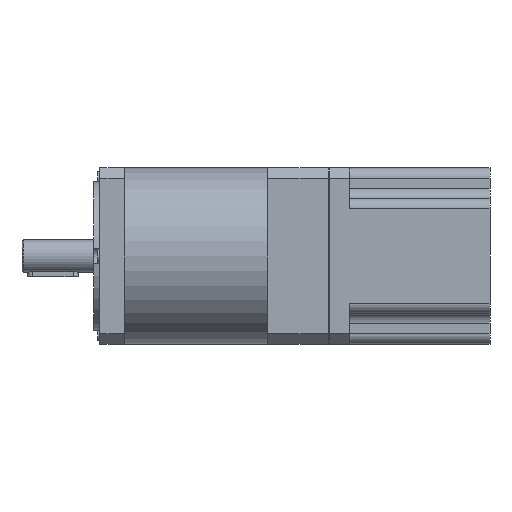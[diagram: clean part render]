
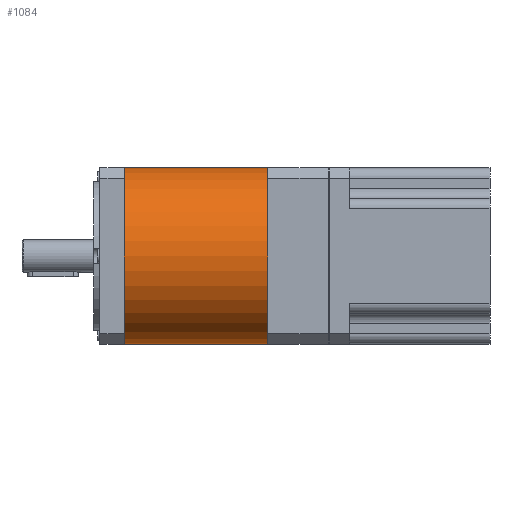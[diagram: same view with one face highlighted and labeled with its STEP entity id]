
A CAD part, left-side view. The second image highlights one B-rep face of the part: STEP entity #1084.
In plain terms, the highlighted cylindrical face has radius 43 mm (diameter 86 mm), a partial arc.
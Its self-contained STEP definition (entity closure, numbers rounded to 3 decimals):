
#97 = DIRECTION ( 'NONE',  ( 0., -1., 0. ) ) ;
#111 = DIRECTION ( 'NONE',  ( 0., 0., 1. ) ) ;
#301 = VERTEX_POINT ( 'NONE', #1603 ) ;
#403 = VECTOR ( 'NONE', #97, 1000. ) ;
#534 = EDGE_CURVE ( 'NONE', #301, #1520, #974, .T. ) ;
#602 = CARTESIAN_POINT ( 'NONE',  ( -67.27, 100., -1.583 ) ) ;
#732 = VERTEX_POINT ( 'NONE', #1598 ) ;
#737 = CARTESIAN_POINT ( 'NONE',  ( -24.27, 100., 41.417 ) ) ;
#759 = CARTESIAN_POINT ( 'NONE',  ( -24.27, 100., 41.417 ) ) ;
#974 = CIRCLE ( 'NONE', #2156, 43. ) ;
#1084 = ADVANCED_FACE ( 'NONE', ( #1158 ), #2538, .T. ) ;
#1087 = ORIENTED_EDGE ( 'NONE', *, *, #3440, .T. ) ;
#1158 = FACE_OUTER_BOUND ( 'NONE', #1623, .T. ) ;
#1196 = CARTESIAN_POINT ( 'NONE',  ( -24.27, 30., -1.583 ) ) ;
#1291 = LINE ( 'NONE', #3051, #403 ) ;
#1400 = VERTEX_POINT ( 'NONE', #3114 ) ;
#1486 = ORIENTED_EDGE ( 'NONE', *, *, #2339, .T. ) ;
#1520 = VERTEX_POINT ( 'NONE', #3372 ) ;
#1526 = CARTESIAN_POINT ( 'NONE',  ( -24.27, 30., -1.583 ) ) ;
#1530 = EDGE_CURVE ( 'NONE', #3543, #732, #3409, .T. ) ;
#1546 = ORIENTED_EDGE ( 'NONE', *, *, #1530, .F. ) ;
#1598 = CARTESIAN_POINT ( 'NONE',  ( -24.27, 30., 41.417 ) ) ;
#1603 = CARTESIAN_POINT ( 'NONE',  ( -24.27, 30., -44.583 ) ) ;
#1623 = EDGE_LOOP ( 'NONE', ( #1546, #3441, #2662, #1087, #3339, #1486 ) ) ;
#1823 = DIRECTION ( 'NONE',  ( 0., 0., 1. ) ) ;
#1888 = DIRECTION ( 'NONE',  ( 0., 1., 0. ) ) ;
#1902 = EDGE_CURVE ( 'NONE', #1400, #3240, #2406, .T. ) ;
#1929 = VECTOR ( 'NONE', #3258, 1000. ) ;
#1993 = AXIS2_PLACEMENT_3D ( 'NONE', #3658, #1888, #111 ) ;
#2031 = AXIS2_PLACEMENT_3D ( 'NONE', #2750, #3329, #2452 ) ;
#2156 = AXIS2_PLACEMENT_3D ( 'NONE', #1196, #2946, #2920 ) ;
#2339 = EDGE_CURVE ( 'NONE', #1520, #732, #3446, .T. ) ;
#2406 = CIRCLE ( 'NONE', #2527, 43. ) ;
#2451 = EDGE_CURVE ( 'NONE', #3240, #3543, #2975, .T. ) ;
#2452 = DIRECTION ( 'NONE',  ( 0., 0., -1. ) ) ;
#2527 = AXIS2_PLACEMENT_3D ( 'NONE', #2630, #2602, #2591 ) ;
#2538 = CYLINDRICAL_SURFACE ( 'NONE', #2031, 43. ) ;
#2591 = DIRECTION ( 'NONE',  ( 0., 0., 1. ) ) ;
#2602 = DIRECTION ( 'NONE',  ( 0., 1., 0. ) ) ;
#2630 = CARTESIAN_POINT ( 'NONE',  ( -24.27, 100., -1.583 ) ) ;
#2662 = ORIENTED_EDGE ( 'NONE', *, *, #1902, .F. ) ;
#2750 = CARTESIAN_POINT ( 'NONE',  ( -24.27, 100., -1.583 ) ) ;
#2920 = DIRECTION ( 'NONE',  ( 0., 0., 1. ) ) ;
#2946 = DIRECTION ( 'NONE',  ( 0., 1., 0. ) ) ;
#2975 = CIRCLE ( 'NONE', #1993, 43. ) ;
#3051 = CARTESIAN_POINT ( 'NONE',  ( -24.27, 100., -44.583 ) ) ;
#3114 = CARTESIAN_POINT ( 'NONE',  ( -24.27, 100., -44.583 ) ) ;
#3240 = VERTEX_POINT ( 'NONE', #602 ) ;
#3258 = DIRECTION ( 'NONE',  ( 0., -1., 0. ) ) ;
#3329 = DIRECTION ( 'NONE',  ( 0., -1., 0. ) ) ;
#3339 = ORIENTED_EDGE ( 'NONE', *, *, #534, .T. ) ;
#3372 = CARTESIAN_POINT ( 'NONE',  ( -67.27, 30., -1.583 ) ) ;
#3409 = LINE ( 'NONE', #759, #1929 ) ;
#3440 = EDGE_CURVE ( 'NONE', #1400, #301, #1291, .T. ) ;
#3441 = ORIENTED_EDGE ( 'NONE', *, *, #2451, .F. ) ;
#3446 = CIRCLE ( 'NONE', #3838, 43. ) ;
#3543 = VERTEX_POINT ( 'NONE', #737 ) ;
#3602 = DIRECTION ( 'NONE',  ( 0., 1., 0. ) ) ;
#3658 = CARTESIAN_POINT ( 'NONE',  ( -24.27, 100., -1.583 ) ) ;
#3838 = AXIS2_PLACEMENT_3D ( 'NONE', #1526, #3602, #1823 ) ;
